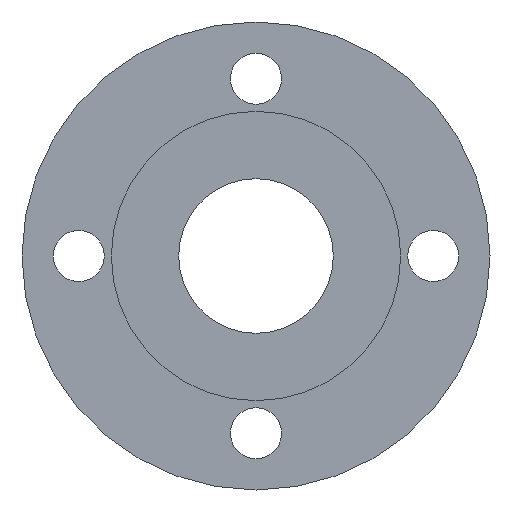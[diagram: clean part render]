
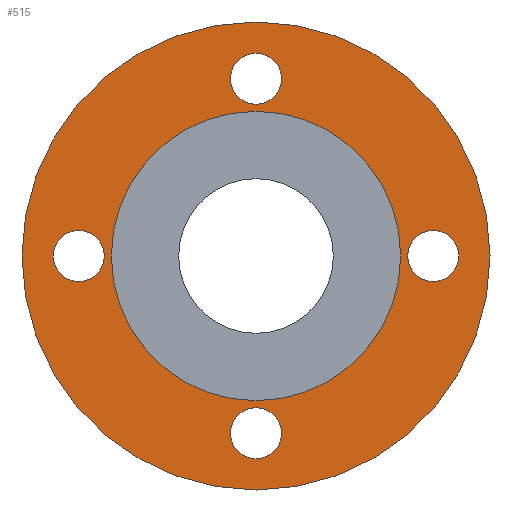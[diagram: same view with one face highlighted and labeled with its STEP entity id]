
A CAD part, front view. The second image highlights one B-rep face of the part: STEP entity #515.
In plain terms, the highlighted planar face has unit normal (0, -1, 0).
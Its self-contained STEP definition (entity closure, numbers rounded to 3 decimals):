
#1 = DIRECTION ( 'NONE',  ( 0., -1., 0. ) ) ;
#6 = EDGE_CURVE ( 'NONE', #549, #675, #590, .T. ) ;
#8 = FACE_BOUND ( 'NONE', #270, .T. ) ;
#38 = AXIS2_PLACEMENT_3D ( 'NONE', #162, #225, #478 ) ;
#40 = EDGE_CURVE ( 'NONE', #146, #115, #238, .T. ) ;
#43 = ORIENTED_EDGE ( 'NONE', *, *, #6, .F. ) ;
#59 = ORIENTED_EDGE ( 'NONE', *, *, #630, .F. ) ;
#63 = CIRCLE ( 'NONE', #526, 9. ) ;
#68 = DIRECTION ( 'NONE',  ( 0., -1., 0. ) ) ;
#74 = CIRCLE ( 'NONE', #636, 9. ) ;
#75 = AXIS2_PLACEMENT_3D ( 'NONE', #565, #1, #691 ) ;
#76 = DIRECTION ( 'NONE',  ( 0., 0., -1. ) ) ;
#77 = DIRECTION ( 'NONE',  ( 0., 0., 1. ) ) ;
#88 = VERTEX_POINT ( 'NONE', #421 ) ;
#96 = ORIENTED_EDGE ( 'NONE', *, *, #474, .F. ) ;
#98 = VERTEX_POINT ( 'NONE', #785 ) ;
#103 = DIRECTION ( 'NONE',  ( 0., -1., 0. ) ) ;
#109 = VERTEX_POINT ( 'NONE', #781 ) ;
#110 = DIRECTION ( 'NONE',  ( 0., 0., -1. ) ) ;
#112 = CIRCLE ( 'NONE', #568, 9. ) ;
#115 = VERTEX_POINT ( 'NONE', #231 ) ;
#119 = CIRCLE ( 'NONE', #38, 9. ) ;
#130 = DIRECTION ( 'NONE',  ( 0., -1., 0. ) ) ;
#137 = AXIS2_PLACEMENT_3D ( 'NONE', #610, #369, #110 ) ;
#139 = FACE_OUTER_BOUND ( 'NONE', #280, .T. ) ;
#142 = CARTESIAN_POINT ( 'NONE',  ( -62.5, 3., 9. ) ) ;
#145 = CIRCLE ( 'NONE', #355, 51. ) ;
#146 = VERTEX_POINT ( 'NONE', #547 ) ;
#155 = ORIENTED_EDGE ( 'NONE', *, *, #718, .F. ) ;
#157 = ORIENTED_EDGE ( 'NONE', *, *, #446, .F. ) ;
#162 = CARTESIAN_POINT ( 'NONE',  ( 62.5, 3., 0. ) ) ;
#165 = EDGE_CURVE ( 'NONE', #109, #645, #145, .T. ) ;
#176 = CARTESIAN_POINT ( 'NONE',  ( 0., 3., 0. ) ) ;
#177 = DIRECTION ( 'NONE',  ( 0., 0., 1. ) ) ;
#180 = CIRCLE ( 'NONE', #608, 9. ) ;
#206 = ORIENTED_EDGE ( 'NONE', *, *, #344, .F. ) ;
#211 = VERTEX_POINT ( 'NONE', #517 ) ;
#215 = EDGE_CURVE ( 'NONE', #211, #408, #63, .T. ) ;
#218 = CIRCLE ( 'NONE', #536, 9. ) ;
#225 = DIRECTION ( 'NONE',  ( 0., -1., 0. ) ) ;
#231 = CARTESIAN_POINT ( 'NONE',  ( 0., 3., 71.5 ) ) ;
#238 = CIRCLE ( 'NONE', #137, 9. ) ;
#242 = EDGE_LOOP ( 'NONE', ( #518, #538 ) ) ;
#247 = AXIS2_PLACEMENT_3D ( 'NONE', #323, #512, #455 ) ;
#255 = EDGE_CURVE ( 'NONE', #645, #109, #598, .T. ) ;
#261 = FACE_BOUND ( 'NONE', #470, .T. ) ;
#270 = EDGE_LOOP ( 'NONE', ( #96, #532 ) ) ;
#274 = DIRECTION ( 'NONE',  ( 0., 1., 0. ) ) ;
#280 = EDGE_LOOP ( 'NONE', ( #43, #206 ) ) ;
#294 = CARTESIAN_POINT ( 'NONE',  ( 0., 3., 82.5 ) ) ;
#299 = CARTESIAN_POINT ( 'NONE',  ( 0., 3., -82.5 ) ) ;
#308 = ORIENTED_EDGE ( 'NONE', *, *, #615, .F. ) ;
#315 = PLANE ( 'NONE',  #537 ) ;
#321 = CARTESIAN_POINT ( 'NONE',  ( 62.5, 3., 0. ) ) ;
#323 = CARTESIAN_POINT ( 'NONE',  ( 0., 3., 0. ) ) ;
#325 = DIRECTION ( 'NONE',  ( 0., 0., -1. ) ) ;
#344 = EDGE_CURVE ( 'NONE', #675, #549, #643, .T. ) ;
#355 = AXIS2_PLACEMENT_3D ( 'NONE', #750, #697, #77 ) ;
#369 = DIRECTION ( 'NONE',  ( 0., -1., 0. ) ) ;
#371 = CARTESIAN_POINT ( 'NONE',  ( 0., 3., 62.5 ) ) ;
#381 = CARTESIAN_POINT ( 'NONE',  ( -62.5, 3., -9. ) ) ;
#383 = CARTESIAN_POINT ( 'NONE',  ( 0., 3., 51. ) ) ;
#392 = DIRECTION ( 'NONE',  ( 0., -1., 0. ) ) ;
#394 = CIRCLE ( 'NONE', #75, 9. ) ;
#408 = VERTEX_POINT ( 'NONE', #773 ) ;
#411 = ORIENTED_EDGE ( 'NONE', *, *, #40, .F. ) ;
#421 = CARTESIAN_POINT ( 'NONE',  ( 62.5, 3., -9. ) ) ;
#422 = DIRECTION ( 'NONE',  ( 0., -1., 0. ) ) ;
#424 = EDGE_LOOP ( 'NONE', ( #308, #670 ) ) ;
#446 = EDGE_CURVE ( 'NONE', #88, #98, #119, .T. ) ;
#450 = FACE_BOUND ( 'NONE', #424, .T. ) ;
#455 = DIRECTION ( 'NONE',  ( 0., 0., 1. ) ) ;
#470 = EDGE_LOOP ( 'NONE', ( #157, #155 ) ) ;
#474 = EDGE_CURVE ( 'NONE', #715, #774, #394, .T. ) ;
#478 = DIRECTION ( 'NONE',  ( 0., 0., -1. ) ) ;
#488 = AXIS2_PLACEMENT_3D ( 'NONE', #176, #663, #177 ) ;
#500 = AXIS2_PLACEMENT_3D ( 'NONE', #704, #274, #527 ) ;
#512 = DIRECTION ( 'NONE',  ( 0., 1., 0. ) ) ;
#513 = EDGE_LOOP ( 'NONE', ( #411, #59 ) ) ;
#515 = ADVANCED_FACE ( 'NONE', ( #261, #569, #8, #450, #696, #139 ), #315, .T. ) ;
#517 = CARTESIAN_POINT ( 'NONE',  ( 0., 3., -53.5 ) ) ;
#518 = ORIENTED_EDGE ( 'NONE', *, *, #255, .T. ) ;
#526 = AXIS2_PLACEMENT_3D ( 'NONE', #578, #130, #638 ) ;
#527 = DIRECTION ( 'NONE',  ( 0., 0., 1. ) ) ;
#532 = ORIENTED_EDGE ( 'NONE', *, *, #711, .F. ) ;
#536 = AXIS2_PLACEMENT_3D ( 'NONE', #543, #422, #548 ) ;
#537 = AXIS2_PLACEMENT_3D ( 'NONE', #383, #392, #76 ) ;
#538 = ORIENTED_EDGE ( 'NONE', *, *, #165, .T. ) ;
#543 = CARTESIAN_POINT ( 'NONE',  ( 0., 3., -62.5 ) ) ;
#547 = CARTESIAN_POINT ( 'NONE',  ( 0., 3., 53.5 ) ) ;
#548 = DIRECTION ( 'NONE',  ( 0., 0., -1. ) ) ;
#549 = VERTEX_POINT ( 'NONE', #294 ) ;
#565 = CARTESIAN_POINT ( 'NONE',  ( -62.5, 3., 0. ) ) ;
#568 = AXIS2_PLACEMENT_3D ( 'NONE', #698, #68, #690 ) ;
#569 = FACE_BOUND ( 'NONE', #513, .T. ) ;
#571 = DIRECTION ( 'NONE',  ( 0., -1., 0. ) ) ;
#578 = CARTESIAN_POINT ( 'NONE',  ( 0., 3., -62.5 ) ) ;
#590 = CIRCLE ( 'NONE', #488, 82.5 ) ;
#598 = CIRCLE ( 'NONE', #247, 51. ) ;
#608 = AXIS2_PLACEMENT_3D ( 'NONE', #371, #103, #732 ) ;
#610 = CARTESIAN_POINT ( 'NONE',  ( 0., 3., 62.5 ) ) ;
#612 = CARTESIAN_POINT ( 'NONE',  ( 0., 3., 51. ) ) ;
#615 = EDGE_CURVE ( 'NONE', #408, #211, #218, .T. ) ;
#630 = EDGE_CURVE ( 'NONE', #115, #146, #180, .T. ) ;
#636 = AXIS2_PLACEMENT_3D ( 'NONE', #321, #571, #325 ) ;
#638 = DIRECTION ( 'NONE',  ( 0., 0., -1. ) ) ;
#643 = CIRCLE ( 'NONE', #500, 82.5 ) ;
#645 = VERTEX_POINT ( 'NONE', #612 ) ;
#663 = DIRECTION ( 'NONE',  ( 0., 1., 0. ) ) ;
#670 = ORIENTED_EDGE ( 'NONE', *, *, #215, .F. ) ;
#675 = VERTEX_POINT ( 'NONE', #299 ) ;
#690 = DIRECTION ( 'NONE',  ( 0., 0., -1. ) ) ;
#691 = DIRECTION ( 'NONE',  ( 0., 0., -1. ) ) ;
#696 = FACE_BOUND ( 'NONE', #242, .T. ) ;
#697 = DIRECTION ( 'NONE',  ( 0., 1., 0. ) ) ;
#698 = CARTESIAN_POINT ( 'NONE',  ( -62.5, 3., 0. ) ) ;
#704 = CARTESIAN_POINT ( 'NONE',  ( 0., 3., 0. ) ) ;
#711 = EDGE_CURVE ( 'NONE', #774, #715, #112, .T. ) ;
#715 = VERTEX_POINT ( 'NONE', #381 ) ;
#718 = EDGE_CURVE ( 'NONE', #98, #88, #74, .T. ) ;
#732 = DIRECTION ( 'NONE',  ( 0., 0., -1. ) ) ;
#750 = CARTESIAN_POINT ( 'NONE',  ( 0., 3., 0. ) ) ;
#773 = CARTESIAN_POINT ( 'NONE',  ( 0., 3., -71.5 ) ) ;
#774 = VERTEX_POINT ( 'NONE', #142 ) ;
#781 = CARTESIAN_POINT ( 'NONE',  ( 0., 3., -51. ) ) ;
#785 = CARTESIAN_POINT ( 'NONE',  ( 62.5, 3., 9. ) ) ;
